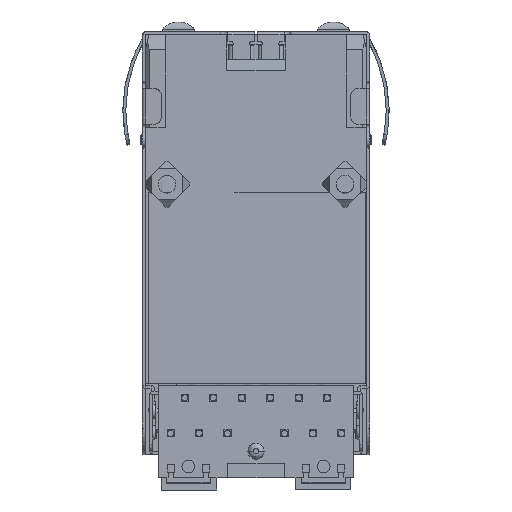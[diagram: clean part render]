
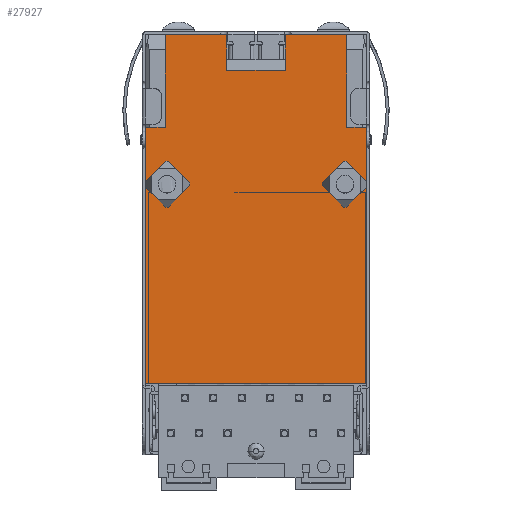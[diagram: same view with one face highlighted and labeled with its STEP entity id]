
A CAD part, front view. The second image highlights one B-rep face of the part: STEP entity #27927.
In plain terms, the highlighted planar face has unit normal (0, -1, 0).
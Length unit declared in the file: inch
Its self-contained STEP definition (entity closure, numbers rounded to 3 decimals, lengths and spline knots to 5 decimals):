
#2015=PLANE('',#29962);
#3494=B_SPLINE_CURVE_WITH_KNOTS('',1,(#48078,#48079),.UNSPECIFIED.,.F.,
 .F.,(2,2),(0.,1.),.UNSPECIFIED.);
#3499=B_SPLINE_CURVE_WITH_KNOTS('',3,(#48097,#48098,#48099,#48100),
 .UNSPECIFIED.,.F.,.F.,(4,4),(0.,1.),.UNSPECIFIED.);
#3691=B_SPLINE_CURVE_WITH_KNOTS('',1,(#48968,#48969),.UNSPECIFIED.,.F.,
 .F.,(2,2),(0.,1.),.UNSPECIFIED.);
#3841=B_SPLINE_CURVE_WITH_KNOTS('',1,(#49784,#49785),.UNSPECIFIED.,.F.,
 .F.,(2,2),(0.,1.),.UNSPECIFIED.);
#3845=B_SPLINE_CURVE_WITH_KNOTS('',1,(#49813,#49814),.UNSPECIFIED.,.F.,
 .F.,(2,2),(0.,1.),.UNSPECIFIED.);
#3849=B_SPLINE_CURVE_WITH_KNOTS('',1,(#49825,#49826),.UNSPECIFIED.,.F.,
 .F.,(2,2),(0.,1.),.UNSPECIFIED.);
#3872=B_SPLINE_CURVE_WITH_KNOTS('',1,(#49946,#49947),.UNSPECIFIED.,.F.,
 .F.,(2,2),(0.,1.),.UNSPECIFIED.);
#3874=B_SPLINE_CURVE_WITH_KNOTS('',1,(#49961,#49962),.UNSPECIFIED.,.F.,
 .F.,(2,2),(0.,1.),.UNSPECIFIED.);
#3875=B_SPLINE_CURVE_WITH_KNOTS('',1,(#49964,#49965),.UNSPECIFIED.,.F.,
 .F.,(2,2),(0.,1.),.UNSPECIFIED.);
#3876=B_SPLINE_CURVE_WITH_KNOTS('',1,(#49967,#49968),.UNSPECIFIED.,.F.,
 .F.,(2,2),(0.,1.),.UNSPECIFIED.);
#3877=B_SPLINE_CURVE_WITH_KNOTS('',1,(#49970,#49971),.UNSPECIFIED.,.F.,
 .F.,(2,2),(0.,1.),.UNSPECIFIED.);
#3878=B_SPLINE_CURVE_WITH_KNOTS('',1,(#49976,#49977),.UNSPECIFIED.,.F.,
 .F.,(2,2),(0.,1.),.UNSPECIFIED.);
#11292=ORIENTED_EDGE('',*,*,#15951,.F.);
#11293=ORIENTED_EDGE('',*,*,#15905,.T.);
#11294=ORIENTED_EDGE('',*,*,#15903,.F.);
#11295=ORIENTED_EDGE('',*,*,#15898,.T.);
#11296=ORIENTED_EDGE('',*,*,#15952,.T.);
#11297=ORIENTED_EDGE('',*,*,#15953,.F.);
#11298=ORIENTED_EDGE('',*,*,#15954,.F.);
#11299=ORIENTED_EDGE('',*,*,#15955,.F.);
#11300=ORIENTED_EDGE('',*,*,#15956,.F.);
#11301=ORIENTED_EDGE('',*,*,#15319,.T.);
#11302=ORIENTED_EDGE('',*,*,#15317,.T.);
#11303=ORIENTED_EDGE('',*,*,#15896,.T.);
#11304=ORIENTED_EDGE('',*,*,#15620,.T.);
#11305=ORIENTED_EDGE('',*,*,#15957,.F.);
#11306=ORIENTED_EDGE('',*,*,#15958,.F.);
#11307=ORIENTED_EDGE('',*,*,#15959,.T.);
#11308=ORIENTED_EDGE('',*,*,#15960,.T.);
#11309=ORIENTED_EDGE('',*,*,#15961,.T.);
#11310=ORIENTED_EDGE('',*,*,#15962,.T.);
#11311=ORIENTED_EDGE('',*,*,#15913,.F.);
#11312=ORIENTED_EDGE('',*,*,#15909,.F.);
#11313=ORIENTED_EDGE('',*,*,#15963,.F.);
#11314=ORIENTED_EDGE('',*,*,#15305,.F.);
#11315=ORIENTED_EDGE('',*,*,#15311,.F.);
#11316=ORIENTED_EDGE('',*,*,#15964,.F.);
#11317=ORIENTED_EDGE('',*,*,#15947,.T.);
#11318=ORIENTED_EDGE('',*,*,#15946,.F.);
#11319=ORIENTED_EDGE('',*,*,#15943,.F.);
#15305=EDGE_CURVE('',#18581,#18582,#3494,.T.);
#15311=EDGE_CURVE('',#18585,#18581,#3499,.T.);
#15317=EDGE_CURVE('',#18587,#18591,#20857,.T.);
#15319=EDGE_CURVE('',#18593,#18587,#20858,.F.);
#15620=EDGE_CURVE('',#18804,#18803,#3691,.T.);
#15896=EDGE_CURVE('',#18591,#18804,#21050,.T.);
#15898=EDGE_CURVE('',#18976,#18975,#3841,.T.);
#15903=EDGE_CURVE('',#18976,#18978,#21054,.T.);
#15905=EDGE_CURVE('',#18979,#18978,#21056,.T.);
#15909=EDGE_CURVE('',#18982,#18983,#3845,.T.);
#15913=EDGE_CURVE('',#18983,#18986,#3849,.T.);
#15943=EDGE_CURVE('',#19008,#19009,#21063,.F.);
#15946=EDGE_CURVE('',#19009,#19010,#3872,.T.);
#15947=EDGE_CURVE('',#19011,#19010,#21066,.T.);
#15951=EDGE_CURVE('',#18979,#19008,#21069,.T.);
#15952=EDGE_CURVE('',#18975,#19013,#3874,.T.);
#15953=EDGE_CURVE('',#19014,#19013,#3875,.T.);
#15954=EDGE_CURVE('',#19015,#19014,#3876,.T.);
#15955=EDGE_CURVE('',#19016,#19015,#3877,.T.);
#15956=EDGE_CURVE('',#18593,#19016,#21070,.F.);
#15957=EDGE_CURVE('',#19017,#18803,#21071,.F.);
#15958=EDGE_CURVE('',#19018,#19017,#3878,.T.);
#15959=EDGE_CURVE('',#19018,#19019,#21072,.F.);
#15960=EDGE_CURVE('',#19019,#19020,#21073,.T.);
#15961=EDGE_CURVE('',#19020,#19021,#21074,.F.);
#15962=EDGE_CURVE('',#19021,#18986,#21075,.T.);
#15963=EDGE_CURVE('',#18582,#18982,#21076,.F.);
#15964=EDGE_CURVE('',#19011,#18585,#21077,.T.);
#18581=VERTEX_POINT('',#48080);
#18582=VERTEX_POINT('',#48081);
#18585=VERTEX_POINT('',#48096);
#18587=VERTEX_POINT('',#48105);
#18591=VERTEX_POINT('',#48117);
#18593=VERTEX_POINT('',#48124);
#18803=VERTEX_POINT('',#48967);
#18804=VERTEX_POINT('',#48970);
#18975=VERTEX_POINT('',#49783);
#18976=VERTEX_POINT('',#49786);
#18978=VERTEX_POINT('',#49799);
#18979=VERTEX_POINT('',#49803);
#18982=VERTEX_POINT('',#49812);
#18983=VERTEX_POINT('',#49815);
#18986=VERTEX_POINT('',#49827);
#19008=VERTEX_POINT('',#49939);
#19009=VERTEX_POINT('',#49941);
#19010=VERTEX_POINT('',#49945);
#19011=VERTEX_POINT('',#49950);
#19013=VERTEX_POINT('',#49963);
#19014=VERTEX_POINT('',#49966);
#19015=VERTEX_POINT('',#49969);
#19016=VERTEX_POINT('',#49972);
#19017=VERTEX_POINT('',#49975);
#19018=VERTEX_POINT('',#49978);
#19019=VERTEX_POINT('',#49980);
#19020=VERTEX_POINT('',#49982);
#19021=VERTEX_POINT('',#49984);
#20857=LINE('',#48118,#22858);
#20858=LINE('',#48123,#22859);
#21050=LINE('',#49780,#23051);
#21054=LINE('',#49798,#23055);
#21056=LINE('',#49802,#23057);
#21063=LINE('',#49940,#23064);
#21066=LINE('',#49949,#23067);
#21069=LINE('',#49960,#23070);
#21070=LINE('',#49973,#23071);
#21071=LINE('',#49974,#23072);
#21072=LINE('',#49979,#23073);
#21073=LINE('',#49981,#23074);
#21074=LINE('',#49983,#23075);
#21075=LINE('',#49985,#23076);
#21076=LINE('',#49986,#23077);
#21077=LINE('',#49987,#23078);
#22858=VECTOR('',#35124,39.37008);
#22859=VECTOR('',#35127,39.37008);
#23051=VECTOR('',#35751,39.37008);
#23055=VECTOR('',#35761,39.37008);
#23057=VECTOR('',#35765,39.37008);
#23064=VECTOR('',#35796,39.37008);
#23067=VECTOR('',#35803,39.37008);
#23070=VECTOR('',#35810,39.37008);
#23071=VECTOR('',#35811,39.37008);
#23072=VECTOR('',#35812,39.37008);
#23073=VECTOR('',#35813,39.37008);
#23074=VECTOR('',#35814,39.37008);
#23075=VECTOR('',#35815,39.37008);
#23076=VECTOR('',#35816,39.37008);
#23077=VECTOR('',#35817,39.37008);
#23078=VECTOR('',#35818,39.37008);
#24609=EDGE_LOOP('',(#11292,#11293,#11294,#11295,#11296,#11297,#11298,#11299,
#11300,#11301,#11302,#11303,#11304,#11305,#11306,#11307,#11308,#11309,#11310,
#11311,#11312,#11313,#11314,#11315,#11316,#11317,#11318,#11319));
#26188=FACE_BOUND('',#24609,.T.);
#27927=ADVANCED_FACE('',(#26188),#2015,.F.);
#29962=AXIS2_PLACEMENT_3D('',#49959,#35808,#35809);
#35124=DIRECTION('',(-0.707,0.,0.707));
#35127=DIRECTION('',(1.,0.,0.));
#35751=DIRECTION('',(0.,0.,-1.));
#35761=DIRECTION('',(1.,0.,0.));
#35765=DIRECTION('',(0.,0.,-1.));
#35796=DIRECTION('',(0.,0.,1.));
#35803=DIRECTION('',(0.,0.,-1.));
#35808=DIRECTION('',(0.,1.,0.));
#35809=DIRECTION('',(1.,0.,0.));
#35810=DIRECTION('',(1.,0.,0.));
#35811=DIRECTION('',(-0.707,0.,-0.707));
#35812=DIRECTION('',(0.,0.,1.));
#35813=DIRECTION('',(1.,0.,0.));
#35814=DIRECTION('',(-0.707,0.,0.707));
#35815=DIRECTION('',(0.,0.,-1.));
#35816=DIRECTION('',(0.707,0.,0.707));
#35817=DIRECTION('',(0.,0.,1.));
#35818=DIRECTION('',(1.,0.,0.));
#48078=CARTESIAN_POINT('',(0.255,-0.039,-0.26));
#48079=CARTESIAN_POINT('',(0.31,-0.039,-0.26));
#48080=CARTESIAN_POINT('',(0.255,-0.039,-0.26));
#48081=CARTESIAN_POINT('',(0.31,-0.039,-0.26));
#48096=CARTESIAN_POINT('',(0.255,-0.039,0.));
#48097=CARTESIAN_POINT('',(0.255,-0.039,0.));
#48098=CARTESIAN_POINT('',(0.255,-0.039,-0.08667));
#48099=CARTESIAN_POINT('',(0.255,-0.039,-0.17333));
#48100=CARTESIAN_POINT('',(0.255,-0.039,-0.26));
#48105=CARTESIAN_POINT('',(-0.25388,-0.039,-0.484));
#48117=CARTESIAN_POINT('',(-0.31,-0.039,-0.42788));
#48118=CARTESIAN_POINT('',(-0.25388,-0.039,-0.484));
#48123=CARTESIAN_POINT('',(0.,-0.039,-0.484));
#48124=CARTESIAN_POINT('',(-0.24612,-0.039,-0.484));
#48967=CARTESIAN_POINT('',(0.31,-0.039,-0.981));
#48968=CARTESIAN_POINT('',(-0.31,-0.039,-0.981));
#48969=CARTESIAN_POINT('',(0.31,-0.039,-0.981));
#48970=CARTESIAN_POINT('',(-0.31,-0.039,-0.981));
#49780=CARTESIAN_POINT('',(-0.31,-0.039,-0.4905));
#49783=CARTESIAN_POINT('',(-0.31,-0.039,-0.41212));
#49784=CARTESIAN_POINT('',(-0.31,-0.039,-0.26));
#49785=CARTESIAN_POINT('',(-0.31,-0.039,-0.41212));
#49786=CARTESIAN_POINT('',(-0.31,-0.039,-0.26));
#49798=CARTESIAN_POINT('',(-0.2825,-0.039,-0.26));
#49799=CARTESIAN_POINT('',(-0.255,-0.039,-0.26));
#49802=CARTESIAN_POINT('',(-0.255,-0.039,-0.4905));
#49803=CARTESIAN_POINT('',(-0.255,-0.039,0.));
#49812=CARTESIAN_POINT('',(0.31,-0.039,-0.41212));
#49813=CARTESIAN_POINT('',(0.31,-0.039,-0.41212));
#49814=CARTESIAN_POINT('',(0.25388,-0.039,-0.356));
#49815=CARTESIAN_POINT('',(0.25388,-0.039,-0.356));
#49825=CARTESIAN_POINT('',(0.25388,-0.039,-0.356));
#49826=CARTESIAN_POINT('',(0.24612,-0.039,-0.356));
#49827=CARTESIAN_POINT('',(0.24612,-0.039,-0.356));
#49939=CARTESIAN_POINT('',(-0.082,-0.039,0.));
#49940=CARTESIAN_POINT('',(-0.082,-0.039,-0.05));
#49941=CARTESIAN_POINT('',(-0.082,-0.039,-0.1));
#49945=CARTESIAN_POINT('',(0.082,-0.039,-0.1));
#49946=CARTESIAN_POINT('',(-0.082,-0.039,-0.1));
#49947=CARTESIAN_POINT('',(0.082,-0.039,-0.1));
#49949=CARTESIAN_POINT('',(0.082,-0.039,-0.4905));
#49950=CARTESIAN_POINT('',(0.082,-0.039,0.));
#49959=CARTESIAN_POINT('',(0.,-0.039,-0.4905));
#49960=CARTESIAN_POINT('',(0.,-0.039,0.));
#49961=CARTESIAN_POINT('',(-0.31,-0.039,-0.41212));
#49962=CARTESIAN_POINT('',(-0.25388,-0.039,-0.356));
#49963=CARTESIAN_POINT('',(-0.25388,-0.039,-0.356));
#49964=CARTESIAN_POINT('',(-0.24612,-0.039,-0.356));
#49965=CARTESIAN_POINT('',(-0.25388,-0.039,-0.356));
#49966=CARTESIAN_POINT('',(-0.24612,-0.039,-0.356));
#49967=CARTESIAN_POINT('',(-0.186,-0.039,-0.41612));
#49968=CARTESIAN_POINT('',(-0.24612,-0.039,-0.356));
#49969=CARTESIAN_POINT('',(-0.186,-0.039,-0.41612));
#49970=CARTESIAN_POINT('',(-0.186,-0.039,-0.42388));
#49971=CARTESIAN_POINT('',(-0.186,-0.039,-0.41612));
#49972=CARTESIAN_POINT('',(-0.186,-0.039,-0.42388));
#49973=CARTESIAN_POINT('',(-0.21606,-0.039,-0.45394));
#49974=CARTESIAN_POINT('',(0.31,-0.039,-0.5105));
#49975=CARTESIAN_POINT('',(0.31,-0.039,-0.42788));
#49976=CARTESIAN_POINT('',(0.25388,-0.039,-0.484));
#49977=CARTESIAN_POINT('',(0.31,-0.039,-0.42788));
#49978=CARTESIAN_POINT('',(0.25388,-0.039,-0.484));
#49979=CARTESIAN_POINT('',(0.,-0.039,-0.484));
#49980=CARTESIAN_POINT('',(0.24612,-0.039,-0.484));
#49981=CARTESIAN_POINT('',(0.24612,-0.039,-0.484));
#49982=CARTESIAN_POINT('',(0.186,-0.039,-0.42388));
#49983=CARTESIAN_POINT('',(0.186,-0.039,-0.4905));
#49984=CARTESIAN_POINT('',(0.186,-0.039,-0.41612));
#49985=CARTESIAN_POINT('',(0.186,-0.039,-0.41612));
#49986=CARTESIAN_POINT('',(0.31,-0.039,-0.5105));
#49987=CARTESIAN_POINT('',(0.,-0.039,0.));
